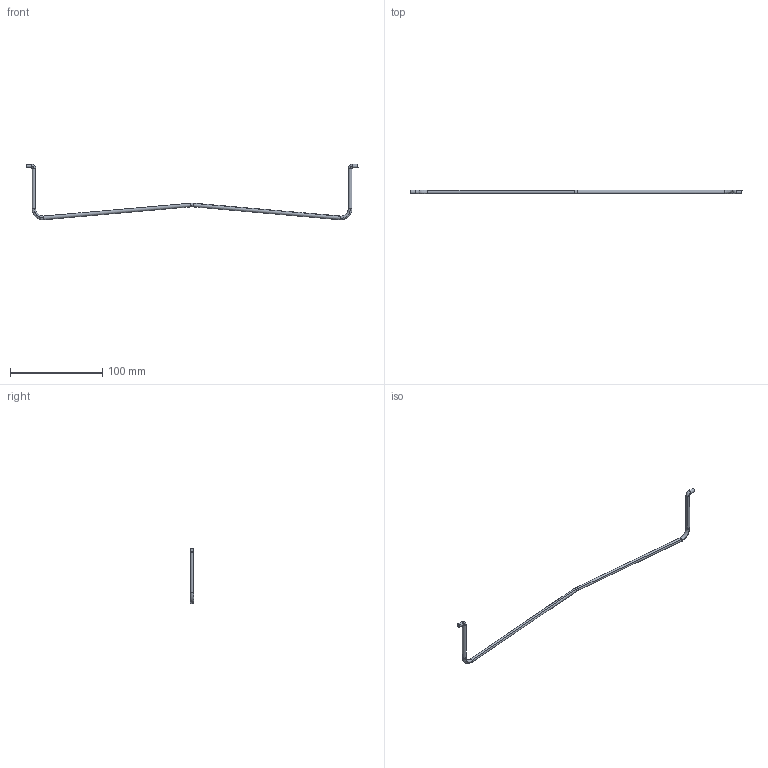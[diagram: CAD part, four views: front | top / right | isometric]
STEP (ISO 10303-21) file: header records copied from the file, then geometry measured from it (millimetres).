
FILE_DESCRIPTION((''),'2;1');
FILE_NAME('','2006-02-22T16:49:56',(''),(''),'','CADfix','');
FILE_SCHEMA(('AUTOMOTIVE_DESIGN'));
Length unit declared in the file: millimetre
Products named in the file (1): stand
Bounding box: 359 x 4 x 59.98 mm (x, y, z)
Volume: 5925.6 mm3; surface area: 5828.8 mm2
Topology: 1 solids, 1 shells, 24 faces, 96 edges, 74 vertices
Faces by surface type: bspline 24
Entity records: 1514 total; most frequent: CARTESIAN_POINT 960, ORIENTED_EDGE 192, EDGE_CURVE 96, B_SPLINE_CURVE_WITH_KNOTS 82, VERTEX_POINT 74, EDGE_LOOP 24, FACE_OUTER_BOUND 24, ADVANCED_FACE 24
